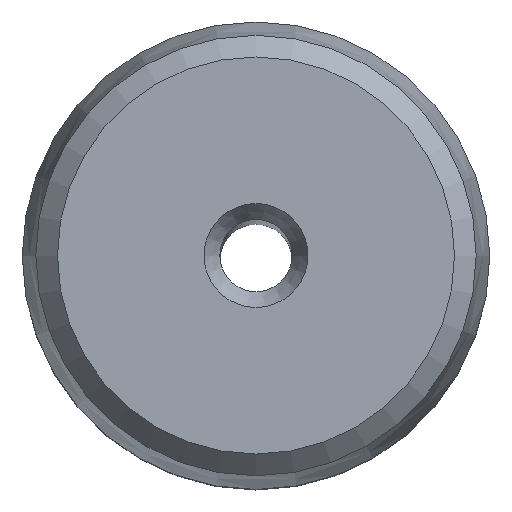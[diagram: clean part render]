
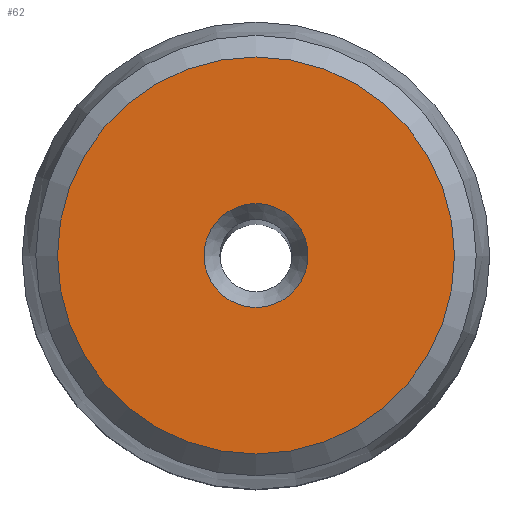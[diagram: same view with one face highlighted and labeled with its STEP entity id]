
A CAD part, top view. The second image highlights one B-rep face of the part: STEP entity #62.
In plain terms, the highlighted planar face has unit normal (0, 0, 1).
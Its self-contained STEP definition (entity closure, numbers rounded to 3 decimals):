
#62=ADVANCED_FACE('',(#94,#95),#84,.F.);
#84=PLANE('',#786);
#94=FACE_BOUND('',#122,.T.);
#95=FACE_BOUND('',#123,.T.);
#122=EDGE_LOOP('',(#158));
#123=EDGE_LOOP('',(#159));
#158=ORIENTED_EDGE('',*,*,#261,.F.);
#159=ORIENTED_EDGE('',*,*,#262,.T.);
#232=VERTEX_POINT('',#1052);
#233=VERTEX_POINT('',#1054);
#261=EDGE_CURVE('',#232,#232,#298,.T.);
#262=EDGE_CURVE('',#233,#233,#299,.T.);
#298=CIRCLE('',#784,1.8);
#299=CIRCLE('',#785,6.875);
#784=AXIS2_PLACEMENT_3D('',#1051,#888,#889);
#785=AXIS2_PLACEMENT_3D('',#1053,#890,#891);
#786=AXIS2_PLACEMENT_3D('',#1055,#892,#893);
#888=DIRECTION('',(0.,0.,1.));
#889=DIRECTION('',(-1.,0.,0.));
#890=DIRECTION('',(0.,0.,1.));
#891=DIRECTION('',(-1.,0.,0.));
#892=DIRECTION('',(0.,0.,-1.));
#893=DIRECTION('',(-1.,0.,0.));
#1051=CARTESIAN_POINT('',(0.,0.,100.));
#1052=CARTESIAN_POINT('',(-1.8,0.,100.));
#1053=CARTESIAN_POINT('',(0.,0.,100.));
#1054=CARTESIAN_POINT('',(-6.875,0.,100.));
#1055=CARTESIAN_POINT('',(0.,0.,100.));
